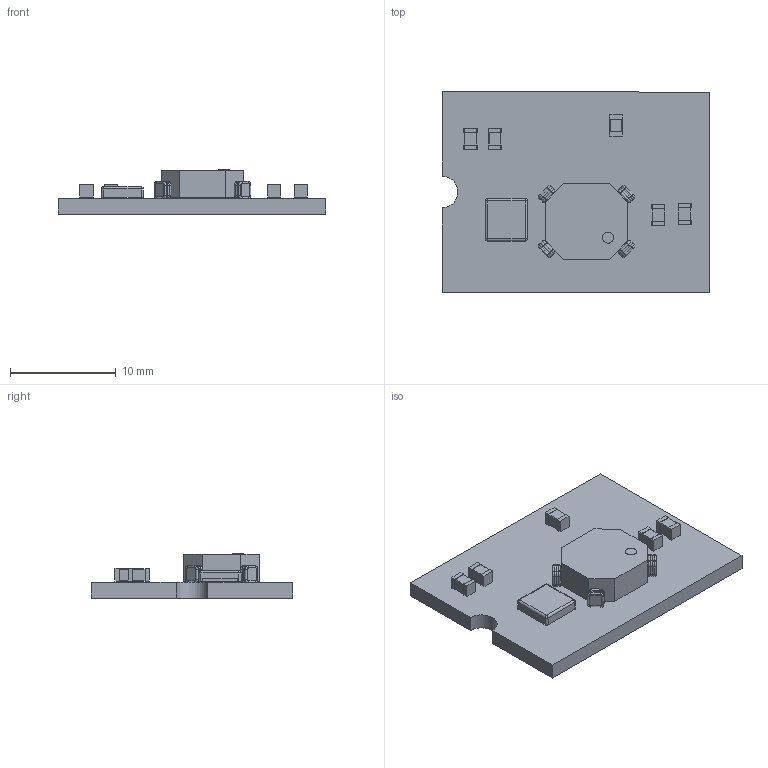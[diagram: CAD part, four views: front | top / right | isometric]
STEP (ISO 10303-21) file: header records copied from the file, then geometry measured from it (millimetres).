
FILE_DESCRIPTION(('KiCad electronic assembly'),'2;1');
FILE_NAME('InFilter.step','2025-03-26T15:31:35',('Pcbnew'),('Kicad'), 'Open CASCADE STEP processor 7.8','KiCad to STEP converter','Unknown' );
FILE_SCHEMA(('AUTOMOTIVE_DESIGN { 1 0 10303 214 1 1 1 1 }'));
Length unit declared in the file: millimetre
Products named in the file (5): InFilter 1; C_0805_2012Metric; L_APV_ANR4010; CMS1-6-R; InFilter_PCB
Assembly tree (8 placements, depth 2):
  InFilter 1
    C_0805_2012Metric  x5
    L_APV_ANR4010
    CMS1-6-R
    InFilter_PCB
Bounding box: 25.4 x 19.1 x 4.22 mm (x, y, z)
Volume: 893.9 mm3; surface area: 1439.4 mm2
Topology: 16 solids, 16 shells, 384 faces, 891 edges, 534 vertices
Faces by surface type: cylinder 166, plane 134, torus 80, sphere 4
Full cylindrical faces by diameter (mm): 0.213 x16, 1.057 x1
Entity records: 8400 total; most frequent: DIRECTION 1428, CARTESIAN_POINT 1335, ORIENTED_EDGE 1198, EDGE_CURVE 599, AXIS2_PLACEMENT_3D 581, VERTEX_POINT 342, CIRCLE 300, FACE_BOUND 279
